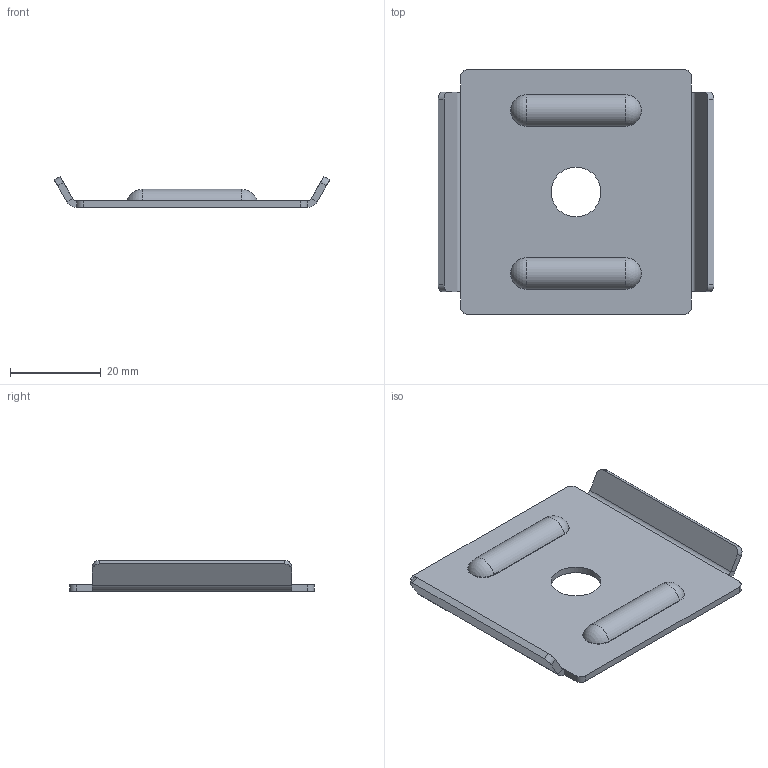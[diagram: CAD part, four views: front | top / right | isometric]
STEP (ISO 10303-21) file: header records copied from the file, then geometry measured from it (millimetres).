
FILE_DESCRIPTION (( 'STEP AP203' ), '1' );
FILE_NAME ('CLW10-CR Ïëîùàäêà ôèêñàòîðíàÿ CR.STEP', '2016-04-04T11:27:43', ( '' ), ( '' ), 'SwSTEP 2.0', 'SolidWorks 2014', '' );
FILE_SCHEMA (( 'CONFIG_CONTROL_DESIGN' ));
Length unit declared in the file: millimetre
Products named in the file (1): CLW10-CR Ïëîùàäêà ôèêñàòîðíàÿ CR
Bounding box: 60.89 x 54 x 6.81 mm (x, y, z)
Volume: 5151.3 mm3; surface area: 7271.9 mm2
Topology: 1 solids, 1 shells, 63 faces, 139 edges, 82 vertices
Faces by surface type: cylinder 25, plane 22, sphere 8, torus 8
Full cylindrical faces by diameter (mm): 11 x1
Entity records: 1799 total; most frequent: DIRECTION 332, CARTESIAN_POINT 284, ORIENTED_EDGE 276, EDGE_CURVE 138, AXIS2_PLACEMENT_3D 130, VERTEX_POINT 82, VECTOR 72, LINE 72
